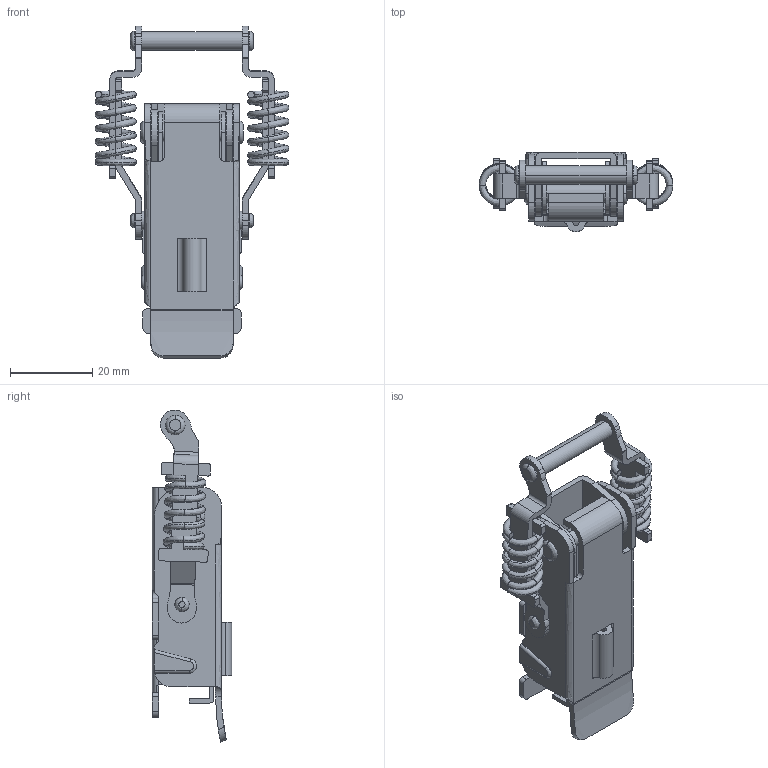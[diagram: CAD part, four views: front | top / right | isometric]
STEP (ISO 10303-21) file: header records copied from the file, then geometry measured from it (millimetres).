
FILE_DESCRIPTION( (''), '2;1');
FILE_NAME ('PC019.15800.TL_208SUS_1_H_20480.stp','2025-12-19T14:59:57',(''),(''),'spGate 19.8.4 (****-****-****-****)','','');
FILE_SCHEMA (('AUTOMOTIVE_DESIGN'));
Length unit declared in the file: millimetre
Products named in the file (7): Assembly; アーム(A); アーム(B); ベース; レバー(A); ロックレバー; スプリング_M8
Assembly tree (7 placements, depth 2):
  Assembly
    アーム(A)
    アーム(B)
    ベース
    レバー(A)
    ロックレバー
    スプリング_M8  x2
Bounding box: 47.2 x 19.29 x 80.93 mm (x, y, z)
Volume: 11473.2 mm3; surface area: 18152.2 mm2
Topology: 7 solids, 7 shells, 459 faces, 1206 edges, 767 vertices
Faces by surface type: plane 201, cylinder 154, bspline 104
Entity records: 25074 total; most frequent: CARTESIAN_POINT 6086, ORIENTED_EDGE 2216, DIRECTION 2003, COLOUR_RGB 1527, PRESENTATION_STYLE_ASSIGNMENT 1527, STYLED_ITEM 1527, EDGE_CURVE 1108, DRAUGHTING_PRE_DEFINED_CURVE_FONT 1108
